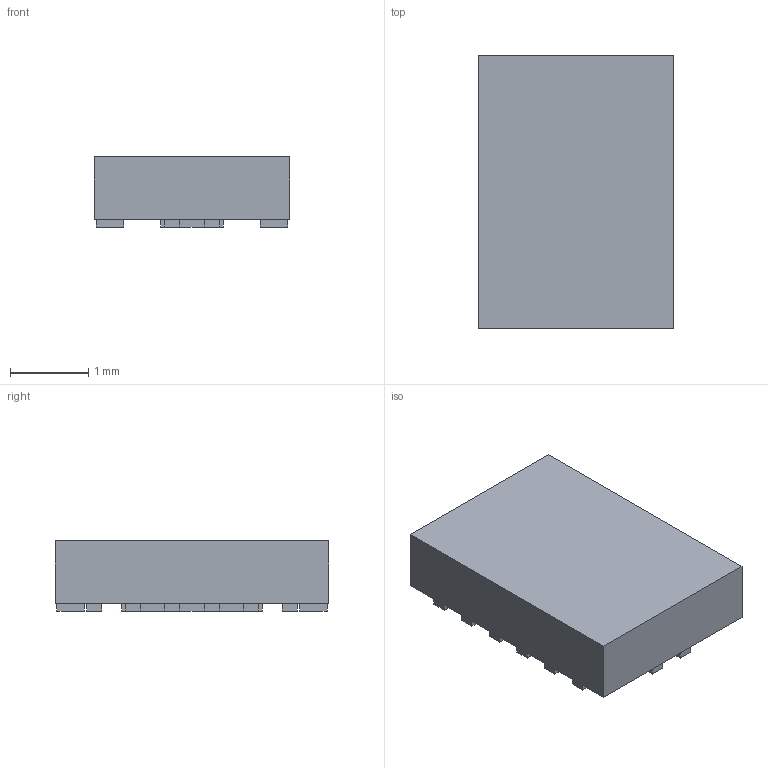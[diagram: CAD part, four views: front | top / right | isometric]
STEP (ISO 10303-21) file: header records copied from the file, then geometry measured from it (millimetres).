
FILE_DESCRIPTION(('FreeCAD Model'),'2;1');
FILE_NAME('19279149.1.5.stp','2024-03-15T07:24:36',( 'Author'),(''),'Open CASCADE STEP processor 6.9','FreeCAD','Unknown' );
FILE_SCHEMA(('AUTOMOTIVE_DESIGN { 1 0 10303 214 1 1 1 1 }'));
Length unit declared in the file: millimetre
Products named in the file (3): ASSEMBLY; Body; Pins
Assembly tree (2 placements, depth 2):
  ASSEMBLY
    Body
    Pins
Bounding box: 2.5 x 3.5 x 0.9 mm (x, y, z)
Volume: 7.3 mm3; surface area: 34.4 mm2
Topology: 18 solids, 18 shells, 108 faces, 216 edges, 144 vertices
Faces by surface type: plane 108
Entity records: 5726 total; most frequent: CARTESIAN_POINT 903, DIRECTION 870, LINE 648, VECTOR 648, ORIENTED_EDGE 432, PCURVE 432, DEFINITIONAL_REPRESENTATION 432, EDGE_CURVE 216
